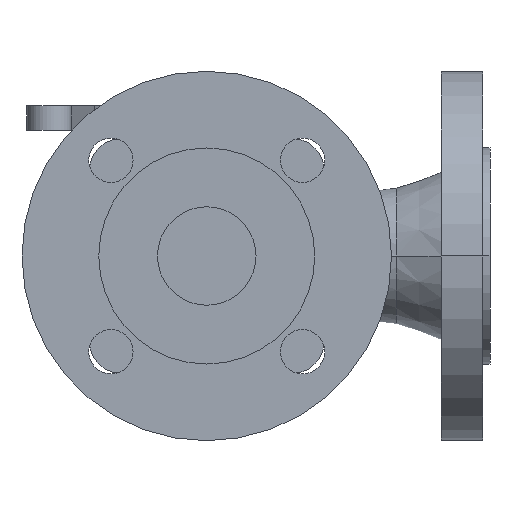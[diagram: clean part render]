
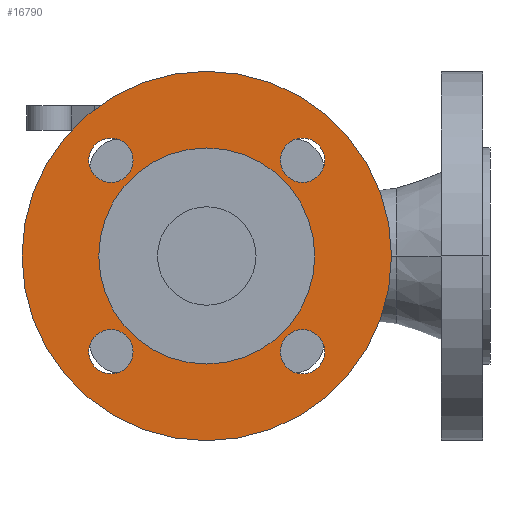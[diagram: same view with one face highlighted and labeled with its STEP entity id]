
A CAD part, front view. The second image highlights one B-rep face of the part: STEP entity #16790.
In plain terms, the highlighted planar face has unit normal (0, -1, 0).
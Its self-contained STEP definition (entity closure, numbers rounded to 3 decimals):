
#2290=CARTESIAN_POINT('',(43.85,3.,0.));
#2300=VERTEX_POINT('',#2290);
#2380=CARTESIAN_POINT('',(-43.85,3.,0.));
#2390=VERTEX_POINT('',#2380);
#2420=CARTESIAN_POINT('',(0.,3.,0.));
#2430=DIRECTION('',(0.,-1.,-0.));
#2440=DIRECTION('',(-1.,0.,0.));
#2450=AXIS2_PLACEMENT_3D('',#2420,#2430,#2440);
#2460=CIRCLE('',#2450,43.85);
#2470=EDGE_CURVE('',#2300,#2390,#2460,.T.);
#2610=CARTESIAN_POINT('',(75.,3.,0.));
#2620=VERTEX_POINT('',#2610);
#2670=CARTESIAN_POINT('',(0.,3.,0.));
#2680=DIRECTION('',(0.,-1.,-0.));
#2690=DIRECTION('',(-1.,0.,0.));
#2700=AXIS2_PLACEMENT_3D('',#2670,#2680,#2690);
#2710=CIRCLE('',#2700,75.);
#2720=CARTESIAN_POINT('',(-75.,3.,0.));
#2730=VERTEX_POINT('',#2720);
#2740=EDGE_CURVE('',#2620,#2730,#2710,.T.);
#10640=CARTESIAN_POINT('',(29.891,3.,-38.891));
#10650=VERTEX_POINT('',#10640);
#10680=CARTESIAN_POINT('',(38.891,3.,-38.891));
#10690=DIRECTION('',(-0.,1.,0.));
#10700=DIRECTION('',(1.,0.,0.));
#10710=AXIS2_PLACEMENT_3D('',#10680,#10690,#10700);
#10720=CIRCLE('',#10710,9.);
#10730=CARTESIAN_POINT('',(47.891,3.,-38.891));
#10740=VERTEX_POINT('',#10730);
#10750=EDGE_CURVE('',#10650,#10740,#10720,.T.);
#11060=CARTESIAN_POINT('',(47.891,3.,38.891));
#11070=VERTEX_POINT('',#11060);
#11100=CARTESIAN_POINT('',(38.891,3.,38.891));
#11110=DIRECTION('',(-0.,1.,0.));
#11120=DIRECTION('',(1.,0.,0.));
#11130=AXIS2_PLACEMENT_3D('',#11100,#11110,#11120);
#11140=CIRCLE('',#11130,9.);
#11150=CARTESIAN_POINT('',(29.891,3.,38.891));
#11160=VERTEX_POINT('',#11150);
#11170=EDGE_CURVE('',#11070,#11160,#11140,.T.);
#11480=CARTESIAN_POINT('',(-29.891,3.,38.891));
#11490=VERTEX_POINT('',#11480);
#11520=CARTESIAN_POINT('',(-38.891,3.,38.891));
#11530=DIRECTION('',(-0.,1.,0.));
#11540=DIRECTION('',(1.,0.,0.));
#11550=AXIS2_PLACEMENT_3D('',#11520,#11530,#11540);
#11560=CIRCLE('',#11550,9.);
#11570=CARTESIAN_POINT('',(-47.891,3.,38.891));
#11580=VERTEX_POINT('',#11570);
#11590=EDGE_CURVE('',#11490,#11580,#11560,.T.);
#11900=CARTESIAN_POINT('',(-29.891,3.,-38.891));
#11910=VERTEX_POINT('',#11900);
#11940=CARTESIAN_POINT('',(-38.891,3.,-38.891));
#11950=DIRECTION('',(-0.,1.,0.));
#11960=DIRECTION('',(1.,0.,0.));
#11970=AXIS2_PLACEMENT_3D('',#11940,#11950,#11960);
#11980=CIRCLE('',#11970,9.);
#11990=CARTESIAN_POINT('',(-47.891,3.,-38.891));
#12000=VERTEX_POINT('',#11990);
#12010=EDGE_CURVE('',#11910,#12000,#11980,.T.);
#16440=CARTESIAN_POINT('',(-59.425,3.,0.));
#16450=DIRECTION('',(0.,-1.,-0.));
#16460=DIRECTION('',(-1.,0.,0.));
#16470=AXIS2_PLACEMENT_3D('',#16440,#16450,#16460);
#16480=PLANE('',#16470);
#16490=EDGE_CURVE('',#12000,#11910,#11980,.T.);
#16500=ORIENTED_EDGE('',*,*,#16490,.T.);
#16510=ORIENTED_EDGE('',*,*,#12010,.T.);
#16520=EDGE_LOOP('',(#16510,#16500));
#16530=FACE_BOUND('',#16520,.T.);
#16540=EDGE_CURVE('',#11580,#11490,#11560,.T.);
#16550=ORIENTED_EDGE('',*,*,#16540,.T.);
#16560=ORIENTED_EDGE('',*,*,#11590,.T.);
#16570=EDGE_LOOP('',(#16560,#16550));
#16580=FACE_BOUND('',#16570,.T.);
#16590=EDGE_CURVE('',#11160,#11070,#11140,.T.);
#16600=ORIENTED_EDGE('',*,*,#16590,.T.);
#16610=ORIENTED_EDGE('',*,*,#11170,.T.);
#16620=EDGE_LOOP('',(#16610,#16600));
#16630=FACE_BOUND('',#16620,.T.);
#16640=ORIENTED_EDGE('',*,*,#10750,.T.);
#16650=EDGE_CURVE('',#10740,#10650,#10720,.T.);
#16660=ORIENTED_EDGE('',*,*,#16650,.T.);
#16670=EDGE_LOOP('',(#16660,#16640));
#16680=FACE_BOUND('',#16670,.T.);
#16690=EDGE_CURVE('',#2390,#2300,#2460,.T.);
#16700=ORIENTED_EDGE('',*,*,#16690,.F.);
#16710=ORIENTED_EDGE('',*,*,#2470,.F.);
#16720=EDGE_LOOP('',(#16710,#16700));
#16730=FACE_BOUND('',#16720,.T.);
#16740=ORIENTED_EDGE('',*,*,#2740,.T.);
#16750=EDGE_CURVE('',#2730,#2620,#2710,.T.);
#16760=ORIENTED_EDGE('',*,*,#16750,.T.);
#16770=EDGE_LOOP('',(#16760,#16740));
#16780=FACE_OUTER_BOUND('',#16770,.T.);
#16790=ADVANCED_FACE('',(#16530,#16580,#16630,#16680,#16730,#16780),
#16480,.T.);
